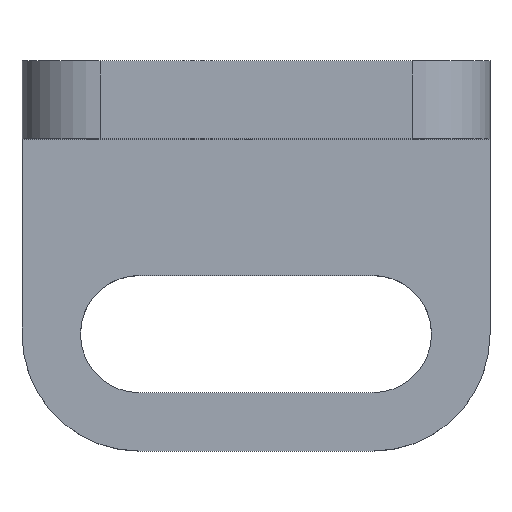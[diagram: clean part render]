
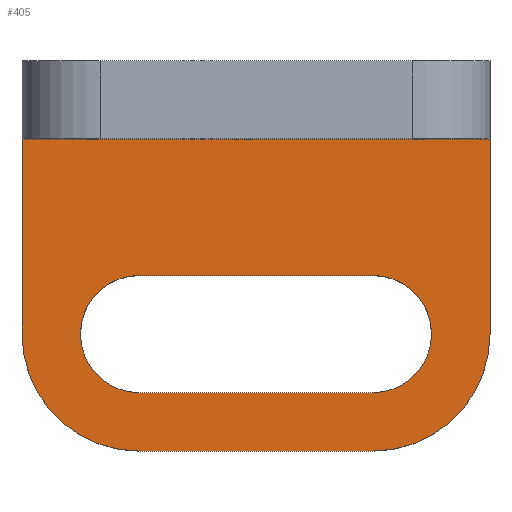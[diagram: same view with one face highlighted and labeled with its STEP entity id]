
A CAD part, top view. The second image highlights one B-rep face of the part: STEP entity #405.
In plain terms, the highlighted planar face has unit normal (0, 0, 1).
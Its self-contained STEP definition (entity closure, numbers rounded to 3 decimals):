
#16=FACE_BOUND('',#83,.T.);
#27=CIRCLE('',#443,15.);
#29=CIRCLE('',#447,15.);
#31=CIRCLE('',#451,30.);
#33=CIRCLE('',#454,30.);
#60=FACE_OUTER_BOUND('',#82,.T.);
#82=EDGE_LOOP('',(#340,#341,#342,#343,#344,#345));
#83=EDGE_LOOP('',(#346,#347,#348,#349));
#97=LINE('',#607,#135);
#103=LINE('',#620,#141);
#109=LINE('',#634,#147);
#114=LINE('',#646,#152);
#118=LINE('',#658,#156);
#122=LINE('',#670,#160);
#135=VECTOR('',#494,10.);
#141=VECTOR('',#504,10.);
#147=VECTOR('',#516,10.);
#152=VECTOR('',#527,10.);
#156=VECTOR('',#539,10.);
#160=VECTOR('',#551,10.);
#174=VERTEX_POINT('',#604);
#175=VERTEX_POINT('',#606);
#180=VERTEX_POINT('',#618);
#185=VERTEX_POINT('',#632);
#188=VERTEX_POINT('',#643);
#189=VERTEX_POINT('',#645);
#191=VERTEX_POINT('',#651);
#193=VERTEX_POINT('',#657);
#196=VERTEX_POINT('',#667);
#197=VERTEX_POINT('',#669);
#215=EDGE_CURVE('',#175,#174,#97,.T.);
#222=EDGE_CURVE('',#174,#180,#103,.T.);
#229=EDGE_CURVE('',#180,#185,#109,.T.);
#234=EDGE_CURVE('',#189,#188,#114,.T.);
#237=EDGE_CURVE('',#191,#189,#27,.T.);
#240=EDGE_CURVE('',#193,#191,#118,.T.);
#243=EDGE_CURVE('',#188,#193,#29,.T.);
#246=EDGE_CURVE('',#197,#196,#122,.T.);
#249=EDGE_CURVE('',#185,#197,#31,.T.);
#251=EDGE_CURVE('',#196,#175,#33,.T.);
#340=ORIENTED_EDGE('',*,*,#251,.T.);
#341=ORIENTED_EDGE('',*,*,#215,.T.);
#342=ORIENTED_EDGE('',*,*,#222,.T.);
#343=ORIENTED_EDGE('',*,*,#229,.T.);
#344=ORIENTED_EDGE('',*,*,#249,.T.);
#345=ORIENTED_EDGE('',*,*,#246,.T.);
#346=ORIENTED_EDGE('',*,*,#243,.T.);
#347=ORIENTED_EDGE('',*,*,#240,.T.);
#348=ORIENTED_EDGE('',*,*,#237,.T.);
#349=ORIENTED_EDGE('',*,*,#234,.T.);
#370=PLANE('',#455);
#405=ADVANCED_FACE('',(#60,#16),#370,.T.);
#443=AXIS2_PLACEMENT_3D('',#652,#533,#534);
#447=AXIS2_PLACEMENT_3D('',#662,#545,#546);
#451=AXIS2_PLACEMENT_3D('',#674,#557,#558);
#454=AXIS2_PLACEMENT_3D('',#677,#563,#564);
#455=AXIS2_PLACEMENT_3D('',#678,#565,#566);
#494=DIRECTION('',(0.,1.,0.));
#504=DIRECTION('',(-1.,0.,0.));
#516=DIRECTION('',(0.,-1.,0.));
#527=DIRECTION('',(-1.,0.,0.));
#533=DIRECTION('center_axis',(0.,0.,-1.));
#534=DIRECTION('ref_axis',(0.,-1.,0.));
#539=DIRECTION('',(1.,0.,0.));
#545=DIRECTION('center_axis',(0.,0.,-1.));
#546=DIRECTION('ref_axis',(0.,1.,0.));
#551=DIRECTION('',(1.,0.,0.));
#557=DIRECTION('center_axis',(0.,0.,1.));
#558=DIRECTION('ref_axis',(-1.,0.,0.));
#563=DIRECTION('center_axis',(0.,0.,1.));
#564=DIRECTION('ref_axis',(0.,-1.,0.));
#565=DIRECTION('center_axis',(0.,0.,1.));
#566=DIRECTION('ref_axis',(1.,0.,0.));
#604=CARTESIAN_POINT('',(120.,80.,20.));
#606=CARTESIAN_POINT('',(120.,30.,20.));
#607=CARTESIAN_POINT('',(120.,30.,20.));
#618=CARTESIAN_POINT('',(0.,80.,20.));
#620=CARTESIAN_POINT('',(120.,80.,20.));
#632=CARTESIAN_POINT('',(0.,30.,20.));
#634=CARTESIAN_POINT('',(0.,100.,20.));
#643=CARTESIAN_POINT('',(30.,15.,20.));
#645=CARTESIAN_POINT('',(90.,15.,20.));
#646=CARTESIAN_POINT('',(30.,15.,20.));
#651=CARTESIAN_POINT('',(90.,45.,20.));
#652=CARTESIAN_POINT('Origin',(90.,30.,20.));
#657=CARTESIAN_POINT('',(30.,45.,20.));
#658=CARTESIAN_POINT('',(90.,45.,20.));
#662=CARTESIAN_POINT('Origin',(30.,30.,20.));
#667=CARTESIAN_POINT('',(90.,0.,20.));
#669=CARTESIAN_POINT('',(30.,0.,20.));
#670=CARTESIAN_POINT('',(30.,0.,20.));
#674=CARTESIAN_POINT('Origin',(30.,30.,20.));
#677=CARTESIAN_POINT('Origin',(90.,30.,20.));
#678=CARTESIAN_POINT('Origin',(60.,40.,20.));
